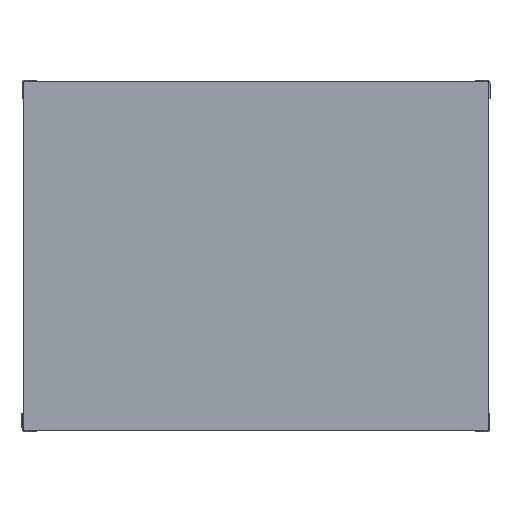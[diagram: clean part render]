
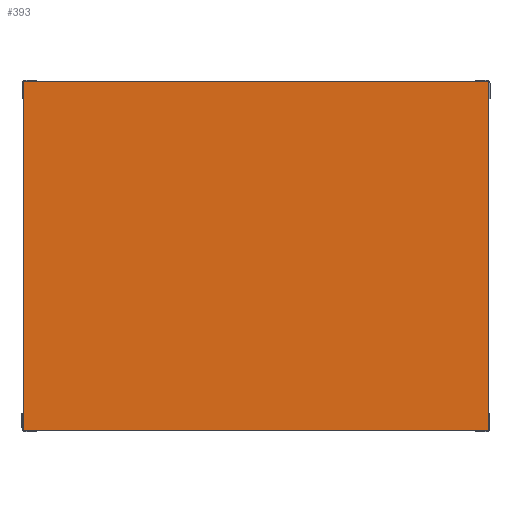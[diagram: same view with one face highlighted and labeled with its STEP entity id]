
A CAD part, front view. The second image highlights one B-rep face of the part: STEP entity #393.
In plain terms, the highlighted face is planar.
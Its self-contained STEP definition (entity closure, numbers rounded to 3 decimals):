
#63=PLANE('',#442);
#83=FACE_OUTER_BOUND('',#103,.T.);
#103=EDGE_LOOP('',(#345,#346,#347,#348));
#129=LINE('',#626,#173);
#136=LINE('',#641,#180);
#143=LINE('',#654,#187);
#144=LINE('',#655,#188);
#173=VECTOR('',#512,10.);
#180=VECTOR('',#523,10.);
#187=VECTOR('',#534,10.);
#188=VECTOR('',#535,10.);
#217=VERTEX_POINT('',#624);
#218=VERTEX_POINT('',#625);
#223=VERTEX_POINT('',#639);
#224=VERTEX_POINT('',#640);
#257=EDGE_CURVE('',#217,#218,#129,.T.);
#264=EDGE_CURVE('',#223,#224,#136,.T.);
#271=EDGE_CURVE('',#218,#223,#143,.T.);
#272=EDGE_CURVE('',#224,#217,#144,.T.);
#345=ORIENTED_EDGE('',*,*,#257,.T.);
#346=ORIENTED_EDGE('',*,*,#271,.T.);
#347=ORIENTED_EDGE('',*,*,#264,.T.);
#348=ORIENTED_EDGE('',*,*,#272,.T.);
#393=ADVANCED_FACE('',(#83),#63,.T.);
#442=AXIS2_PLACEMENT_3D('',#653,#532,#533);
#512=DIRECTION('',(0.,0.,-1.));
#523=DIRECTION('',(0.,0.,1.));
#532=DIRECTION('center_axis',(0.,1.,0.));
#533=DIRECTION('ref_axis',(0.,0.,1.));
#534=DIRECTION('',(-1.,0.,0.));
#535=DIRECTION('',(1.,0.,0.));
#624=CARTESIAN_POINT('',(785.17,1.,15.655));
#625=CARTESIAN_POINT('',(785.17,1.,-584.345));
#626=CARTESIAN_POINT('',(785.17,1.,-434.345));
#639=CARTESIAN_POINT('',(-12.83,1.,-584.345));
#640=CARTESIAN_POINT('',(-12.83,1.,15.655));
#641=CARTESIAN_POINT('',(-12.83,1.,-134.345));
#653=CARTESIAN_POINT('Origin',(386.17,1.,-284.345));
#654=CARTESIAN_POINT('',(786.17,1.,-584.345));
#655=CARTESIAN_POINT('',(-13.83,1.,15.655));
